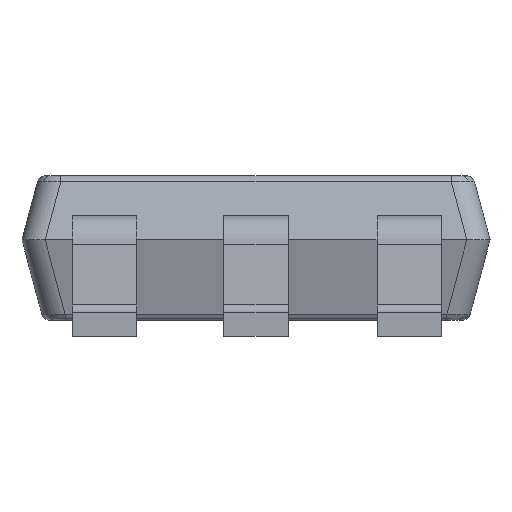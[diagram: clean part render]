
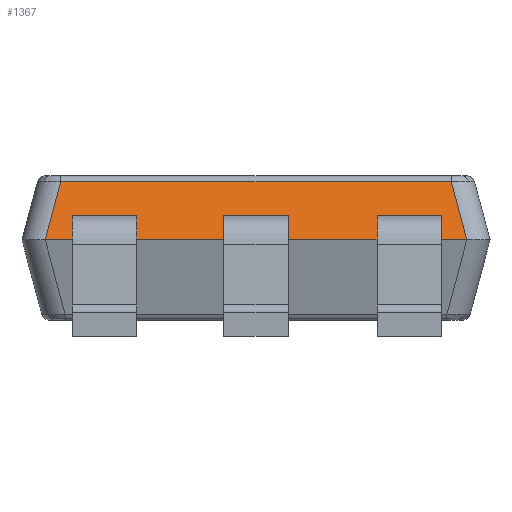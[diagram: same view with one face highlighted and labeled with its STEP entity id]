
A CAD part, front view. The second image highlights one B-rep face of the part: STEP entity #1367.
In plain terms, the highlighted planar face has unit normal (0, -0.966, 0.259).
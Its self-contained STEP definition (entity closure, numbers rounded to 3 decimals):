
#97 = CARTESIAN_POINT ( 'NONE',  ( -1.46, -0.61, 0.75 ) ) ;
#139 = VECTOR ( 'NONE', #628, 1000. ) ;
#160 = VECTOR ( 'NONE', #2039, 1000. ) ;
#205 = DIRECTION ( 'NONE',  ( 0., -0.259, -0.966 ) ) ;
#213 = CARTESIAN_POINT ( 'NONE',  ( -1.145, -0.65, 0.6 ) ) ;
#223 = ORIENTED_EDGE ( 'NONE', *, *, #5757, .T. ) ;
#333 = VERTEX_POINT ( 'NONE', #5105 ) ;
#385 = FACE_OUTER_BOUND ( 'NONE', #565, .T. ) ;
#415 = DIRECTION ( 'NONE',  ( 0., -0.966, 0.259 ) ) ;
#472 = VECTOR ( 'NONE', #4024, 1000. ) ;
#497 = VECTOR ( 'NONE', #4282, 1000. ) ;
#512 = CARTESIAN_POINT ( 'NONE',  ( -1.145, -0.65, 0.6 ) ) ;
#531 = VERTEX_POINT ( 'NONE', #3462 ) ;
#565 = EDGE_LOOP ( 'NONE', ( #1332, #3433, #5752, #1517, #5796, #4965, #919, #761, #3097, #652, #223, #1964, #4478, #4035, #4725, #3362 ) ) ;
#572 = VERTEX_POINT ( 'NONE', #3072 ) ;
#628 = DIRECTION ( 'NONE',  ( 0., -0.259, -0.966 ) ) ;
#635 = VERTEX_POINT ( 'NONE', #4438 ) ;
#652 = ORIENTED_EDGE ( 'NONE', *, *, #963, .T. ) ;
#682 = EDGE_CURVE ( 'NONE', #3150, #3588, #1211, .T. ) ;
#729 = CARTESIAN_POINT ( 'NONE',  ( -1.324, -0.659, 0.566 ) ) ;
#761 = ORIENTED_EDGE ( 'NONE', *, *, #4009, .T. ) ;
#801 = CARTESIAN_POINT ( 'NONE',  ( -1.208, -0.553, 0.963 ) ) ;
#815 = VECTOR ( 'NONE', #5266, 1000. ) ;
#834 = EDGE_CURVE ( 'NONE', #2305, #572, #2270, .T. ) ;
#853 = PLANE ( 'NONE',  #4056 ) ;
#909 = CARTESIAN_POINT ( 'NONE',  ( -1.46, -0.65, 0.6 ) ) ;
#919 = ORIENTED_EDGE ( 'NONE', *, *, #5329, .T. ) ;
#963 = EDGE_CURVE ( 'NONE', #1192, #635, #3599, .T. ) ;
#1001 = VECTOR ( 'NONE', #1719, 1000. ) ;
#1002 = DIRECTION ( 'NONE',  ( 0., -0.259, -0.966 ) ) ;
#1179 = VECTOR ( 'NONE', #205, 1000. ) ;
#1192 = VERTEX_POINT ( 'NONE', #1457 ) ;
#1211 = LINE ( 'NONE', #97, #5191 ) ;
#1229 = CARTESIAN_POINT ( 'NONE',  ( -1.46, -0.65, 0.6 ) ) ;
#1257 = CARTESIAN_POINT ( 'NONE',  ( -1.218, -0.553, 0.963 ) ) ;
#1258 = LINE ( 'NONE', #801, #2451 ) ;
#1267 = VERTEX_POINT ( 'NONE', #1420 ) ;
#1332 = ORIENTED_EDGE ( 'NONE', *, *, #2502, .T. ) ;
#1367 = ADVANCED_FACE ( 'NONE', ( #385 ), #853, .T. ) ;
#1418 = VERTEX_POINT ( 'NONE', #1257 ) ;
#1420 = CARTESIAN_POINT ( 'NONE',  ( -0.2, -0.65, 0.6 ) ) ;
#1457 = CARTESIAN_POINT ( 'NONE',  ( -0.2, -0.61, 0.75 ) ) ;
#1494 = CARTESIAN_POINT ( 'NONE',  ( -1.315, -0.65, 0.6 ) ) ;
#1517 = ORIENTED_EDGE ( 'NONE', *, *, #2858, .T. ) ;
#1652 = CARTESIAN_POINT ( 'NONE',  ( 1.218, -0.553, 0.963 ) ) ;
#1659 = EDGE_CURVE ( 'NONE', #1192, #1267, #2491, .T. ) ;
#1708 = CARTESIAN_POINT ( 'NONE',  ( -1.46, -0.65, 0.6 ) ) ;
#1719 = DIRECTION ( 'NONE',  ( 1., 0., 0. ) ) ;
#1850 = EDGE_CURVE ( 'NONE', #2305, #4878, #2489, .T. ) ;
#1864 = CARTESIAN_POINT ( 'NONE',  ( 1.155, -0.65, 0.6 ) ) ;
#1964 = ORIENTED_EDGE ( 'NONE', *, *, #5040, .T. ) ;
#2039 = DIRECTION ( 'NONE',  ( -0.251, 0.251, 0.935 ) ) ;
#2121 = CARTESIAN_POINT ( 'NONE',  ( -1.46, -0.65, 0.6 ) ) ;
#2141 = CARTESIAN_POINT ( 'NONE',  ( -0.745, -0.65, 0.6 ) ) ;
#2147 = LINE ( 'NONE', #2121, #3204 ) ;
#2148 = VERTEX_POINT ( 'NONE', #1494 ) ;
#2270 = LINE ( 'NONE', #3262, #4200 ) ;
#2305 = VERTEX_POINT ( 'NONE', #2494 ) ;
#2404 = EDGE_CURVE ( 'NONE', #3215, #1418, #1258, .T. ) ;
#2451 = VECTOR ( 'NONE', #2992, 1000. ) ;
#2489 = LINE ( 'NONE', #512, #4865 ) ;
#2491 = LINE ( 'NONE', #4163, #139 ) ;
#2494 = CARTESIAN_POINT ( 'NONE',  ( -1.145, -0.61, 0.75 ) ) ;
#2502 = EDGE_CURVE ( 'NONE', #2510, #3215, #5534, .T. ) ;
#2510 = VERTEX_POINT ( 'NONE', #4244 ) ;
#2585 = EDGE_CURVE ( 'NONE', #1418, #2148, #4178, .T. ) ;
#2590 = DIRECTION ( 'NONE',  ( 1., 0., 0. ) ) ;
#2675 = VERTEX_POINT ( 'NONE', #2141 ) ;
#2767 = DIRECTION ( 'NONE',  ( 1., 0., 0. ) ) ;
#2844 = VECTOR ( 'NONE', #5720, 1000. ) ;
#2850 = LINE ( 'NONE', #909, #472 ) ;
#2858 = EDGE_CURVE ( 'NONE', #2148, #4878, #4015, .T. ) ;
#2876 = CARTESIAN_POINT ( 'NONE',  ( -0.745, -0.65, 0.6 ) ) ;
#2929 = CARTESIAN_POINT ( 'NONE',  ( 1.141, -0.476, 1.25 ) ) ;
#2992 = DIRECTION ( 'NONE',  ( -1., 0., 0. ) ) ;
#3072 = CARTESIAN_POINT ( 'NONE',  ( -0.745, -0.61, 0.75 ) ) ;
#3093 = DIRECTION ( 'NONE',  ( 0., -0.259, -0.966 ) ) ;
#3097 = ORIENTED_EDGE ( 'NONE', *, *, #1659, .F. ) ;
#3102 = LINE ( 'NONE', #1864, #4255 ) ;
#3135 = CARTESIAN_POINT ( 'NONE',  ( 0.2, -0.65, 0.6 ) ) ;
#3150 = VERTEX_POINT ( 'NONE', #5223 ) ;
#3204 = VECTOR ( 'NONE', #4785, 1000. ) ;
#3215 = VERTEX_POINT ( 'NONE', #1652 ) ;
#3262 = CARTESIAN_POINT ( 'NONE',  ( -3.36, -0.61, 0.75 ) ) ;
#3278 = DIRECTION ( 'NONE',  ( 1., 0., 0. ) ) ;
#3362 = ORIENTED_EDGE ( 'NONE', *, *, #4156, .T. ) ;
#3380 = VECTOR ( 'NONE', #2590, 1000. ) ;
#3433 = ORIENTED_EDGE ( 'NONE', *, *, #2404, .T. ) ;
#3462 = CARTESIAN_POINT ( 'NONE',  ( 0.755, -0.65, 0.6 ) ) ;
#3527 = CARTESIAN_POINT ( 'NONE',  ( -1.46, -0.65, 0.6 ) ) ;
#3575 = LINE ( 'NONE', #2876, #1179 ) ;
#3584 = CARTESIAN_POINT ( 'NONE',  ( 1.155, -0.61, 0.75 ) ) ;
#3588 = VERTEX_POINT ( 'NONE', #3584 ) ;
#3599 = LINE ( 'NONE', #4346, #3380 ) ;
#3607 = DIRECTION ( 'NONE',  ( 0., -0.259, -0.966 ) ) ;
#4009 = EDGE_CURVE ( 'NONE', #2675, #1267, #2147, .T. ) ;
#4015 = LINE ( 'NONE', #1708, #2844 ) ;
#4021 = EDGE_CURVE ( 'NONE', #3150, #531, #4358, .T. ) ;
#4024 = DIRECTION ( 'NONE',  ( 1., 0., 0. ) ) ;
#4035 = ORIENTED_EDGE ( 'NONE', *, *, #682, .T. ) ;
#4056 = AXIS2_PLACEMENT_3D ( 'NONE', #3527, #415, #3093 ) ;
#4156 = EDGE_CURVE ( 'NONE', #333, #2510, #2850, .T. ) ;
#4163 = CARTESIAN_POINT ( 'NONE',  ( -0.2, -0.65, 0.6 ) ) ;
#4178 = LINE ( 'NONE', #729, #497 ) ;
#4192 = VECTOR ( 'NONE', #4957, 1000. ) ;
#4200 = VECTOR ( 'NONE', #3278, 1000. ) ;
#4244 = CARTESIAN_POINT ( 'NONE',  ( 1.315, -0.65, 0.6 ) ) ;
#4255 = VECTOR ( 'NONE', #1002, 1000. ) ;
#4282 = DIRECTION ( 'NONE',  ( -0.251, -0.251, -0.935 ) ) ;
#4324 = LINE ( 'NONE', #5419, #4192 ) ;
#4346 = CARTESIAN_POINT ( 'NONE',  ( -1.46, -0.61, 0.75 ) ) ;
#4358 = LINE ( 'NONE', #4806, #815 ) ;
#4438 = CARTESIAN_POINT ( 'NONE',  ( 0.2, -0.61, 0.75 ) ) ;
#4478 = ORIENTED_EDGE ( 'NONE', *, *, #4021, .F. ) ;
#4725 = ORIENTED_EDGE ( 'NONE', *, *, #5165, .T. ) ;
#4785 = DIRECTION ( 'NONE',  ( 1., 0., 0. ) ) ;
#4806 = CARTESIAN_POINT ( 'NONE',  ( 0.755, -0.65, 0.6 ) ) ;
#4865 = VECTOR ( 'NONE', #3607, 1000. ) ;
#4878 = VERTEX_POINT ( 'NONE', #213 ) ;
#4957 = DIRECTION ( 'NONE',  ( 0., -0.259, -0.966 ) ) ;
#4965 = ORIENTED_EDGE ( 'NONE', *, *, #834, .T. ) ;
#5040 = EDGE_CURVE ( 'NONE', #5642, #531, #5758, .T. ) ;
#5105 = CARTESIAN_POINT ( 'NONE',  ( 1.155, -0.65, 0.6 ) ) ;
#5165 = EDGE_CURVE ( 'NONE', #3588, #333, #3102, .T. ) ;
#5191 = VECTOR ( 'NONE', #2767, 1000. ) ;
#5223 = CARTESIAN_POINT ( 'NONE',  ( 0.755, -0.61, 0.75 ) ) ;
#5266 = DIRECTION ( 'NONE',  ( 0., -0.259, -0.966 ) ) ;
#5329 = EDGE_CURVE ( 'NONE', #572, #2675, #3575, .T. ) ;
#5419 = CARTESIAN_POINT ( 'NONE',  ( 0.2, -0.65, 0.6 ) ) ;
#5534 = LINE ( 'NONE', #2929, #160 ) ;
#5642 = VERTEX_POINT ( 'NONE', #3135 ) ;
#5720 = DIRECTION ( 'NONE',  ( 1., 0., 0. ) ) ;
#5752 = ORIENTED_EDGE ( 'NONE', *, *, #2585, .T. ) ;
#5757 = EDGE_CURVE ( 'NONE', #635, #5642, #4324, .T. ) ;
#5758 = LINE ( 'NONE', #1229, #1001 ) ;
#5796 = ORIENTED_EDGE ( 'NONE', *, *, #1850, .F. ) ;
